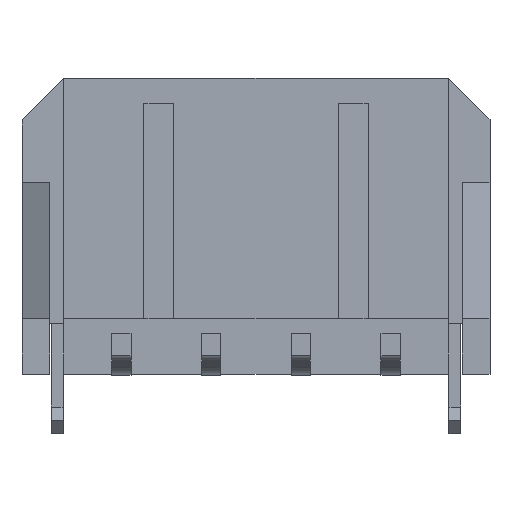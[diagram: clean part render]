
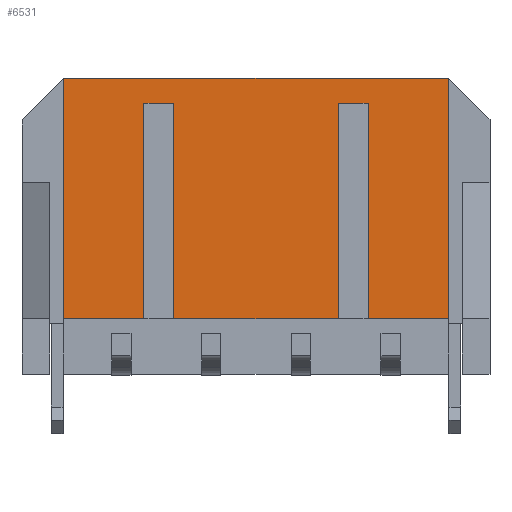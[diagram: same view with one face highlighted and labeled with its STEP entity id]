
A CAD part, front view. The second image highlights one B-rep face of the part: STEP entity #6531.
In plain terms, the highlighted planar face has unit normal (0, -1, 0).
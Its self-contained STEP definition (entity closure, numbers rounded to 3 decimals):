
#1703=DIRECTION('',(0.,0.,-1.));
#1704=VECTOR('',#1703,8.035);
#1705=CARTESIAN_POINT('',(-6.44,-1.93,4.935));
#1706=LINE('',#1705,#1704);
#1707=DIRECTION('',(-0.707,0.,-0.707));
#1708=VECTOR('',#1707,0.021);
#1709=CARTESIAN_POINT('',(-6.425,-1.93,4.95));
#1710=LINE('',#1709,#1708);
#1711=DIRECTION('',(1.,0.,0.));
#1712=VECTOR('',#1711,12.85);
#1713=CARTESIAN_POINT('',(-6.425,-1.93,4.95));
#1714=LINE('',#1713,#1712);
#1715=DIRECTION('',(-0.707,0.,0.707));
#1716=VECTOR('',#1715,0.021);
#1717=CARTESIAN_POINT('',(6.44,-1.93,4.935));
#1718=LINE('',#1717,#1716);
#1719=DIRECTION('',(0.,0.,-1.));
#1720=VECTOR('',#1719,8.035);
#1721=CARTESIAN_POINT('',(6.44,-1.93,4.935));
#1722=LINE('',#1721,#1720);
#1723=DIRECTION('',(-1.,0.,0.));
#1724=VECTOR('',#1723,2.69);
#1725=CARTESIAN_POINT('',(6.44,-1.93,-3.1));
#1726=LINE('',#1725,#1724);
#1727=DIRECTION('',(0.,0.,1.));
#1728=VECTOR('',#1727,7.2);
#1729=CARTESIAN_POINT('',(3.75,-1.93,-3.1));
#1730=LINE('',#1729,#1728);
#1731=DIRECTION('',(-1.,0.,0.));
#1732=VECTOR('',#1731,1.);
#1733=CARTESIAN_POINT('',(3.75,-1.93,4.1));
#1734=LINE('',#1733,#1732);
#1735=DIRECTION('',(0.,0.,1.));
#1736=VECTOR('',#1735,7.2);
#1737=CARTESIAN_POINT('',(2.75,-1.93,-3.1));
#1738=LINE('',#1737,#1736);
#1739=DIRECTION('',(-1.,0.,0.));
#1740=VECTOR('',#1739,5.5);
#1741=CARTESIAN_POINT('',(2.75,-1.93,-3.1));
#1742=LINE('',#1741,#1740);
#1743=DIRECTION('',(0.,0.,1.));
#1744=VECTOR('',#1743,7.2);
#1745=CARTESIAN_POINT('',(-2.75,-1.93,-3.1));
#1746=LINE('',#1745,#1744);
#1747=DIRECTION('',(-1.,0.,0.));
#1748=VECTOR('',#1747,1.);
#1749=CARTESIAN_POINT('',(-2.75,-1.93,4.1));
#1750=LINE('',#1749,#1748);
#1751=DIRECTION('',(0.,0.,1.));
#1752=VECTOR('',#1751,7.2);
#1753=CARTESIAN_POINT('',(-3.75,-1.93,-3.1));
#1754=LINE('',#1753,#1752);
#1755=DIRECTION('',(-1.,0.,0.));
#1756=VECTOR('',#1755,2.69);
#1757=CARTESIAN_POINT('',(-3.75,-1.93,-3.1));
#1758=LINE('',#1757,#1756);
#3485=CARTESIAN_POINT('',(2.75,-1.93,-3.1));
#3486=CARTESIAN_POINT('',(2.75,-1.93,4.1));
#3487=VERTEX_POINT('',#3485);
#3488=VERTEX_POINT('',#3486);
#3489=CARTESIAN_POINT('',(3.75,-1.93,-3.1));
#3490=CARTESIAN_POINT('',(3.75,-1.93,4.1));
#3491=VERTEX_POINT('',#3489);
#3492=VERTEX_POINT('',#3490);
#3577=CARTESIAN_POINT('',(-6.425,-1.93,4.95));
#3578=VERTEX_POINT('',#3577);
#3579=CARTESIAN_POINT('',(6.425,-1.93,4.95));
#3580=VERTEX_POINT('',#3579);
#3665=CARTESIAN_POINT('',(-2.75,-1.93,-3.1));
#3666=VERTEX_POINT('',#3665);
#3675=CARTESIAN_POINT('',(-2.75,-1.93,4.1));
#3676=CARTESIAN_POINT('',(-3.75,-1.93,4.1));
#3677=VERTEX_POINT('',#3675);
#3678=VERTEX_POINT('',#3676);
#3679=CARTESIAN_POINT('',(-3.75,-1.93,-3.1));
#3680=VERTEX_POINT('',#3679);
#4313=CARTESIAN_POINT('',(-6.44,-1.93,4.935));
#4314=CARTESIAN_POINT('',(-6.44,-1.93,-3.1));
#4315=VERTEX_POINT('',#4313);
#4316=VERTEX_POINT('',#4314);
#4317=CARTESIAN_POINT('',(6.44,-1.93,4.935));
#4318=CARTESIAN_POINT('',(6.44,-1.93,-3.1));
#4319=VERTEX_POINT('',#4317);
#4320=VERTEX_POINT('',#4318);
#6504=CARTESIAN_POINT('',(-7.825,-1.93,4.95));
#6505=DIRECTION('',(0.,-1.,0.));
#6506=DIRECTION('',(0.,0.,-1.));
#6507=AXIS2_PLACEMENT_3D('',#6504,#6505,#6506);
#6508=PLANE('',#6507);
#6509=ORIENTED_EDGE('',*,*,#6011,.F.);
#6510=ORIENTED_EDGE('',*,*,#6325,.F.);
#6511=ORIENTED_EDGE('',*,*,#6435,.T.);
#6512=ORIENTED_EDGE('',*,*,#6418,.F.);
#6513=ORIENTED_EDGE('',*,*,#5913,.T.);
#6514=ORIENTED_EDGE('',*,*,#5994,.T.);
#6516=ORIENTED_EDGE('',*,*,#6515,.T.);
#6518=ORIENTED_EDGE('',*,*,#6517,.T.);
#6520=ORIENTED_EDGE('',*,*,#6519,.F.);
#6521=ORIENTED_EDGE('',*,*,#5986,.T.);
#6523=ORIENTED_EDGE('',*,*,#6522,.T.);
#6525=ORIENTED_EDGE('',*,*,#6524,.T.);
#6527=ORIENTED_EDGE('',*,*,#6526,.F.);
#6528=ORIENTED_EDGE('',*,*,#5978,.T.);
#6529=EDGE_LOOP('',(#6509,#6510,#6511,#6512,#6513,#6514,#6516,#6518,#6520,#6521,
#6523,#6525,#6527,#6528));
#6530=FACE_OUTER_BOUND('',#6529,.F.);
#6531=ADVANCED_FACE('',(#6530),#6508,.T.);
#5913=EDGE_CURVE('',#4319,#4320,#1722,.T.);
#5978=EDGE_CURVE('',#3680,#4316,#1758,.T.);
#5986=EDGE_CURVE('',#3487,#3666,#1742,.T.);
#5994=EDGE_CURVE('',#4320,#3491,#1726,.T.);
#6011=EDGE_CURVE('',#4315,#4316,#1706,.T.);
#6325=EDGE_CURVE('',#3578,#4315,#1710,.T.);
#6418=EDGE_CURVE('',#4319,#3580,#1718,.T.);
#6435=EDGE_CURVE('',#3578,#3580,#1714,.T.);
#6515=EDGE_CURVE('',#3491,#3492,#1730,.T.);
#6517=EDGE_CURVE('',#3492,#3488,#1734,.T.);
#6519=EDGE_CURVE('',#3487,#3488,#1738,.T.);
#6522=EDGE_CURVE('',#3666,#3677,#1746,.T.);
#6524=EDGE_CURVE('',#3677,#3678,#1750,.T.);
#6526=EDGE_CURVE('',#3680,#3678,#1754,.T.);
